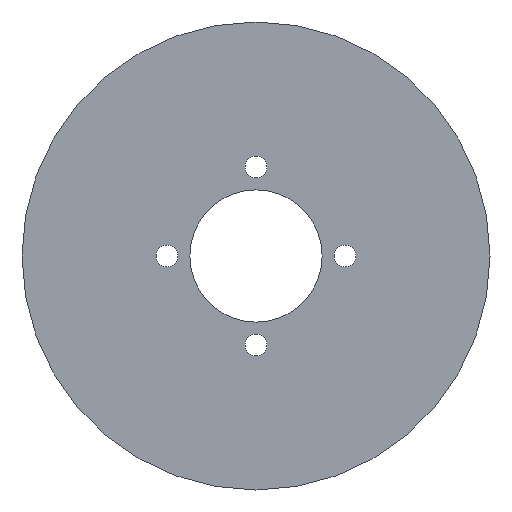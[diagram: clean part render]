
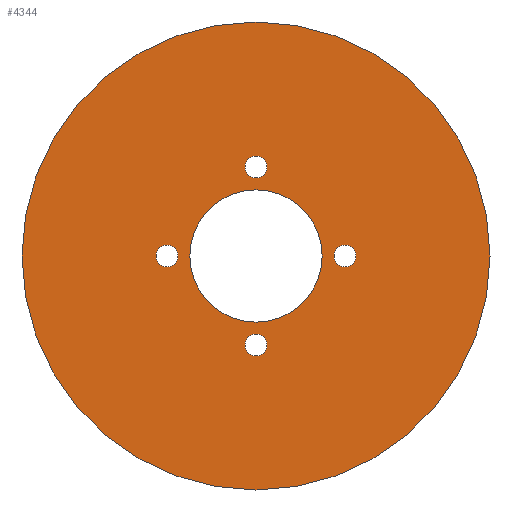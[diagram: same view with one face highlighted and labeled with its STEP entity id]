
A CAD part, front view. The second image highlights one B-rep face of the part: STEP entity #4344.
In plain terms, the highlighted planar face has unit normal (0, -1, 0).
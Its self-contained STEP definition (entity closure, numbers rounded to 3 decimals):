
#852=FACE_BOUND('',#1161,.T.);
#853=FACE_BOUND('',#1162,.T.);
#854=FACE_BOUND('',#1163,.T.);
#855=FACE_BOUND('',#1164,.T.);
#856=FACE_BOUND('',#1165,.T.);
#860=PLANE('',#4801);
#917=FACE_OUTER_BOUND('',#1160,.T.);
#1160=EDGE_LOOP('',(#3201));
#1161=EDGE_LOOP('',(#3202));
#1162=EDGE_LOOP('',(#3203));
#1163=EDGE_LOOP('',(#3204));
#1164=EDGE_LOOP('',(#3205));
#1165=EDGE_LOOP('',(#3206));
#1584=CIRCLE('',#4790,13.);
#1585=CIRCLE('',#4792,2.15);
#1586=CIRCLE('',#4794,2.15);
#1587=CIRCLE('',#4796,2.15);
#1588=CIRCLE('',#4798,2.15);
#1589=CIRCLE('',#4800,46.);
#2005=VERTEX_POINT('',#7238);
#2006=VERTEX_POINT('',#7242);
#2007=VERTEX_POINT('',#7246);
#2008=VERTEX_POINT('',#7250);
#2009=VERTEX_POINT('',#7254);
#2010=VERTEX_POINT('',#7258);
#2473=EDGE_CURVE('',#2005,#2005,#1584,.T.);
#2475=EDGE_CURVE('',#2006,#2006,#1585,.T.);
#2477=EDGE_CURVE('',#2007,#2007,#1586,.T.);
#2479=EDGE_CURVE('',#2008,#2008,#1587,.T.);
#2481=EDGE_CURVE('',#2009,#2009,#1588,.T.);
#2483=EDGE_CURVE('',#2010,#2010,#1589,.T.);
#3201=ORIENTED_EDGE('',*,*,#2483,.T.);
#3202=ORIENTED_EDGE('',*,*,#2481,.T.);
#3203=ORIENTED_EDGE('',*,*,#2479,.T.);
#3204=ORIENTED_EDGE('',*,*,#2477,.T.);
#3205=ORIENTED_EDGE('',*,*,#2475,.T.);
#3206=ORIENTED_EDGE('',*,*,#2473,.T.);
#4344=ADVANCED_FACE('',(#917,#852,#853,#854,#855,#856),#860,.T.);
#4790=AXIS2_PLACEMENT_3D('',#7239,#5648,#5649);
#4792=AXIS2_PLACEMENT_3D('',#7243,#5653,#5654);
#4794=AXIS2_PLACEMENT_3D('',#7247,#5658,#5659);
#4796=AXIS2_PLACEMENT_3D('',#7251,#5663,#5664);
#4798=AXIS2_PLACEMENT_3D('',#7255,#5668,#5669);
#4800=AXIS2_PLACEMENT_3D('',#7259,#5673,#5674);
#4801=AXIS2_PLACEMENT_3D('',#7261,#5676,#5677);
#5648=DIRECTION('center_axis',(0.,1.,0.));
#5649=DIRECTION('ref_axis',(-1.,0.,0.));
#5653=DIRECTION('center_axis',(0.,1.,0.));
#5654=DIRECTION('ref_axis',(-1.,0.,0.));
#5658=DIRECTION('center_axis',(0.,1.,0.));
#5659=DIRECTION('ref_axis',(-1.,0.,0.));
#5663=DIRECTION('center_axis',(0.,1.,0.));
#5664=DIRECTION('ref_axis',(-1.,0.,0.));
#5668=DIRECTION('center_axis',(0.,1.,0.));
#5669=DIRECTION('ref_axis',(-1.,0.,0.));
#5673=DIRECTION('center_axis',(0.,-1.,0.));
#5674=DIRECTION('ref_axis',(1.,0.,0.));
#5676=DIRECTION('center_axis',(0.,-1.,0.));
#5677=DIRECTION('ref_axis',(0.,0.,-1.));
#7238=CARTESIAN_POINT('',(13.,-2.,0.));
#7239=CARTESIAN_POINT('Origin',(0.,-2.,0.));
#7242=CARTESIAN_POINT('',(2.15,-2.,-17.5));
#7243=CARTESIAN_POINT('Origin',(0.,-2.,-17.5));
#7246=CARTESIAN_POINT('',(19.65,-2.,0.));
#7247=CARTESIAN_POINT('Origin',(17.5,-2.,0.));
#7250=CARTESIAN_POINT('',(2.15,-2.,17.5));
#7251=CARTESIAN_POINT('Origin',(0.,-2.,17.5));
#7254=CARTESIAN_POINT('',(-15.35,-2.,0.));
#7255=CARTESIAN_POINT('Origin',(-17.5,-2.,0.));
#7258=CARTESIAN_POINT('',(-46.,-2.,0.));
#7259=CARTESIAN_POINT('Origin',(0.,-2.,0.));
#7261=CARTESIAN_POINT('Origin',(0.,-2.,0.));
